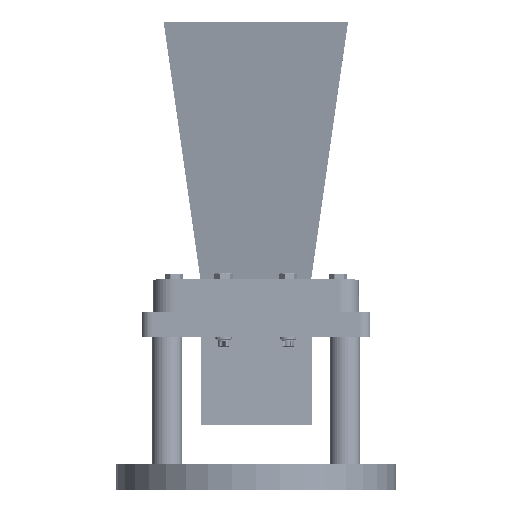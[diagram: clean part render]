
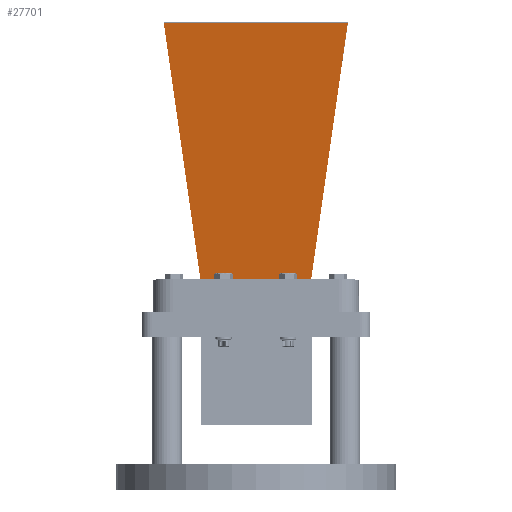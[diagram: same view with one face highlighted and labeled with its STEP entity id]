
A CAD part, top view. The second image highlights one B-rep face of the part: STEP entity #27701.
In plain terms, the highlighted face is planar.
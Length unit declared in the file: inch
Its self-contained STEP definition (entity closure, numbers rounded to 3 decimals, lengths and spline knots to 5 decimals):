
#361 = EDGE_LOOP ( 'NONE', ( #15178, #15590, #56264, #36325 ) ) ;
#2546 = CARTESIAN_POINT ( 'NONE',  ( 0.28567, -0.462, 0.25 ) ) ;
#3977 = CARTESIAN_POINT ( 'NONE',  ( -0.857, -0.462, 0.25 ) ) ;
#6866 = AXIS2_PLACEMENT_3D ( 'NONE', #17888, #12669, #64291 ) ;
#8441 = CARTESIAN_POINT ( 'NONE',  ( -0.857, -0.462, 0.25 ) ) ;
#8486 = CARTESIAN_POINT ( 'NONE',  ( -0.857, -0.462, 0.25 ) ) ;
#9175 = LINE ( 'NONE', #3977, #26749 ) ;
#12098 = CARTESIAN_POINT ( 'NONE',  ( -1.42671, -1.03371, 4.231 ) ) ;
#12669 = DIRECTION ( 'NONE',  ( 0., 0.99, 0.142 ) ) ;
#14429 = CARTESIAN_POINT ( 'NONE',  ( -0.28567, -0.462, 0.25 ) ) ;
#15178 = ORIENTED_EDGE ( 'NONE', *, *, #45162, .T. ) ;
#15318 = CARTESIAN_POINT ( 'NONE',  ( 0.857, -0.462, 0.25 ) ) ;
#15590 = ORIENTED_EDGE ( 'NONE', *, *, #22855, .F. ) ;
#17888 = CARTESIAN_POINT ( 'NONE',  ( 0., -0.41749, -0.05995 ) ) ;
#21172 = CARTESIAN_POINT ( 'NONE',  ( -1.595, -1.03371, 4.231 ) ) ;
#22855 = EDGE_CURVE ( 'NONE', #65050, #53682, #56389, .T. ) ;
#23457 = PLANE ( 'NONE',  #6866 ) ;
#26629 = DIRECTION ( 'NONE',  ( -0.14, -0.141, 0.98 ) ) ;
#26749 = VECTOR ( 'NONE', #26629, 39.37008 ) ;
#27701 = ADVANCED_FACE ( 'NONE', ( #36033 ), #23457, .F. ) ;
#30001 = B_SPLINE_CURVE_WITH_KNOTS ( 'NONE', 3,
 ( #38449, #2546, #14429, #8486 ),
 .UNSPECIFIED., .F., .F.,
 ( 4, 4 ),
 ( 0., 1. ),
 .UNSPECIFIED. ) ;
#30339 = VERTEX_POINT ( 'NONE', #8441 ) ;
#32399 = LINE ( 'NONE', #15318, #55239 ) ;
#36033 = FACE_OUTER_BOUND ( 'NONE', #361, .T. ) ;
#36325 = ORIENTED_EDGE ( 'NONE', *, *, #72242, .F. ) ;
#36349 = CARTESIAN_POINT ( 'NONE',  ( 0.857, -0.462, 0.25 ) ) ;
#38449 = CARTESIAN_POINT ( 'NONE',  ( 0.857, -0.462, 0.25 ) ) ;
#43301 = VERTEX_POINT ( 'NONE', #36349 ) ;
#43743 = EDGE_CURVE ( 'NONE', #30339, #65050, #9175, .T. ) ;
#45162 = EDGE_CURVE ( 'NONE', #43301, #53682, #32399, .T. ) ;
#53118 = VECTOR ( 'NONE', #67566, 39.37008 ) ;
#53682 = VERTEX_POINT ( 'NONE', #56492 ) ;
#55029 = DIRECTION ( 'NONE',  ( 0.14, -0.141, 0.98 ) ) ;
#55239 = VECTOR ( 'NONE', #55029, 39.37008 ) ;
#56264 = ORIENTED_EDGE ( 'NONE', *, *, #43743, .F. ) ;
#56389 = LINE ( 'NONE', #21172, #53118 ) ;
#56492 = CARTESIAN_POINT ( 'NONE',  ( 1.42671, -1.03371, 4.231 ) ) ;
#64291 = DIRECTION ( 'NONE',  ( 0., 0.142, -0.99 ) ) ;
#65050 = VERTEX_POINT ( 'NONE', #12098 ) ;
#67566 = DIRECTION ( 'NONE',  ( 1., 0., 0. ) ) ;
#72242 = EDGE_CURVE ( 'NONE', #43301, #30339, #30001, .T. ) ;
